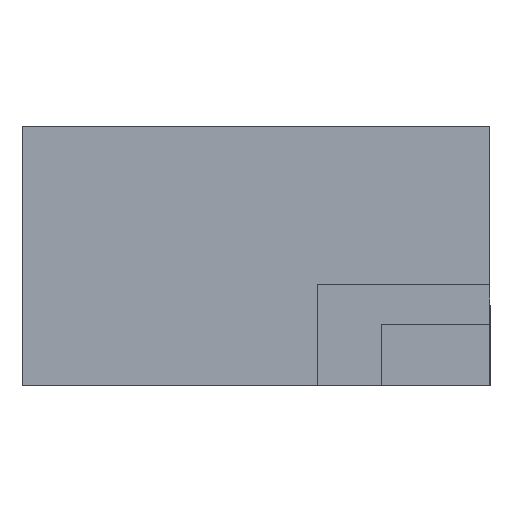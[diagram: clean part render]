
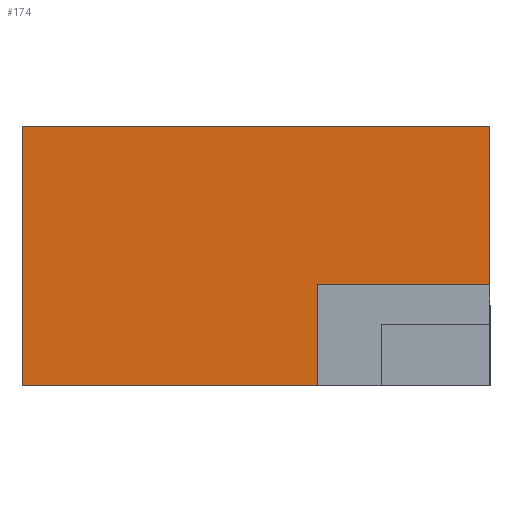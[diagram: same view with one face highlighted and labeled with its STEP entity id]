
A CAD part, left-side view. The second image highlights one B-rep face of the part: STEP entity #174.
In plain terms, the highlighted planar face has unit normal (-1, 0, 0).
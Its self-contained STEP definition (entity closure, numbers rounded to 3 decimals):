
#174=ADVANCED_FACE('',(#3156),#3158,.F.);
#3156=FACE_BOUND('',#3157,.T.);
#3157=EDGE_LOOP('',(#7044,#7045,#7046,#7047,#7048,#7049));
#3158=PLANE('',#3159);
#3159=AXIS2_PLACEMENT_3D('',#3160,#3161,#3162);
#3160=CARTESIAN_POINT('',(-5.,3.25,1.8));
#3161=DIRECTION('',(1.,-0.,0.));
#3162=DIRECTION('',(0.,0.,-1.));
#7044=ORIENTED_EDGE('',*,*,#8796,.F.);
#7045=ORIENTED_EDGE('',*,*,#8797,.F.);
#7046=ORIENTED_EDGE('',*,*,#8798,.F.);
#7047=ORIENTED_EDGE('',*,*,#8533,.F.);
#7048=ORIENTED_EDGE('',*,*,#8783,.F.);
#7049=ORIENTED_EDGE('',*,*,#8757,.T.);
#8533=EDGE_CURVE('',#9420,#9416,#9422,.T.);
#8757=EDGE_CURVE('',#9868,#9866,#9869,.T.);
#8783=EDGE_CURVE('',#9868,#9420,#9917,.T.);
#8796=EDGE_CURVE('',#9939,#9866,#9940,.T.);
#8797=EDGE_CURVE('',#9941,#9939,#9942,.T.);
#8798=EDGE_CURVE('',#9416,#9941,#9943,.T.);
#9416=VERTEX_POINT('',#10893);
#9420=VERTEX_POINT('',#10901);
#9422=LINE('',#10905,#10906);
#9866=VERTEX_POINT('',#13028);
#9868=VERTEX_POINT('',#13032);
#9869=LINE('',#13033,#13034);
#9917=LINE('',#13133,#13134);
#9939=VERTEX_POINT('',#13181);
#9940=LINE('',#13182,#13183);
#9941=VERTEX_POINT('',#13185);
#9942=LINE('',#13186,#13187);
#9943=LINE('',#13189,#13190);
#10893=CARTESIAN_POINT('',(-5.,-3.249,1.8));
#10901=CARTESIAN_POINT('',(-5.,3.25,1.8));
#10905=CARTESIAN_POINT('',(-5.,3.25,1.8));
#10906=VECTOR('',#10907,1.);
#10907=DIRECTION('',(0.,-1.,0.));
#13028=CARTESIAN_POINT('',(-5.,-0.849,-1.8));
#13032=CARTESIAN_POINT('',(-5.,3.25,-1.8));
#13033=CARTESIAN_POINT('',(-5.,3.25,-1.8));
#13034=VECTOR('',#13035,1.);
#13035=DIRECTION('',(0.,-1.,0.));
#13133=CARTESIAN_POINT('',(-5.,3.25,-1.8));
#13134=VECTOR('',#13135,1.);
#13135=DIRECTION('',(0.,0.,1.));
#13181=CARTESIAN_POINT('',(-5.,-0.849,-0.4));
#13182=CARTESIAN_POINT('',(-5.,-0.849,-0.4));
#13183=VECTOR('',#13184,1.);
#13184=DIRECTION('',(0.,0.,-1.));
#13185=CARTESIAN_POINT('',(-5.,-3.249,-0.4));
#13186=CARTESIAN_POINT('',(-5.,-3.249,-0.4));
#13187=VECTOR('',#13188,1.);
#13188=DIRECTION('',(0.,1.,0.));
#13189=CARTESIAN_POINT('',(-5.,-3.249,1.8));
#13190=VECTOR('',#13191,1.);
#13191=DIRECTION('',(0.,0.,-1.));
